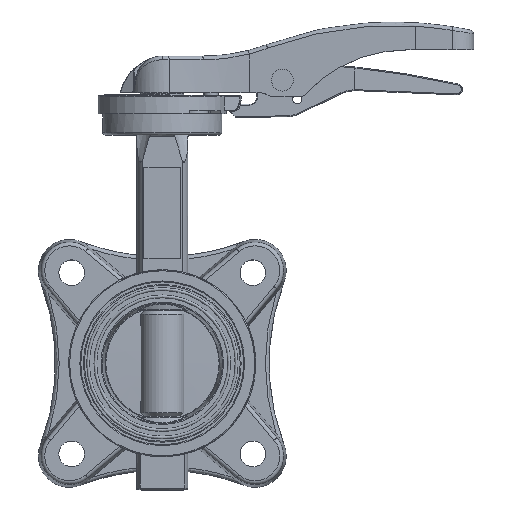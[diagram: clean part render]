
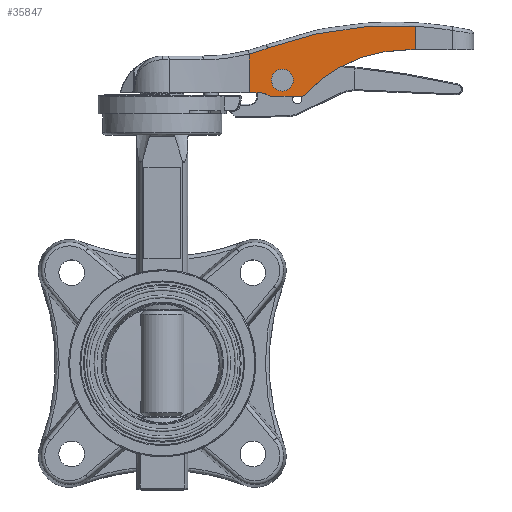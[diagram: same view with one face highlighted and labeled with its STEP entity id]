
A CAD part, top view. The second image highlights one B-rep face of the part: STEP entity #35847.
In plain terms, the highlighted planar face has unit normal (0, 0, 1).
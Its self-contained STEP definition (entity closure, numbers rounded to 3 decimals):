
#6057 = CARTESIAN_POINT ( 'NONE',  ( 59.5, 154.4, 11.75 ) ) ;
#6106 = VERTEX_POINT ( 'NONE', #6057 ) ;
#35739 = VERTEX_POINT ( 'NONE', #36575 ) ;
#35786 = EDGE_CURVE ( 'NONE', #35914, #35880, #37257, .T. ) ;
#35790 = ORIENTED_EDGE ( 'NONE', *, *, #35925, .T. ) ;
#35791 = VERTEX_POINT ( 'NONE', #37327 ) ;
#35792 = ORIENTED_EDGE ( 'NONE', *, *, #35935, .F. ) ;
#35802 = EDGE_CURVE ( 'NONE', #35913, #35876, #37291, .T. ) ;
#35807 = ORIENTED_EDGE ( 'NONE', *, *, #35786, .F. ) ;
#35827 = VERTEX_POINT ( 'NONE', #37389 ) ;
#35844 = ORIENTED_EDGE ( 'NONE', *, *, #35875, .F. ) ;
#35847 = ADVANCED_FACE ( 'NONE', ( #37476, #37554 ), #37626, .F. ) ;
#35853 = ORIENTED_EDGE ( 'NONE', *, *, #35955, .T. ) ;
#35860 = VERTEX_POINT ( 'NONE', #37463 ) ;
#35864 = ORIENTED_EDGE ( 'NONE', *, *, #35891, .T. ) ;
#35868 = ORIENTED_EDGE ( 'NONE', *, *, #35887, .F. ) ;
#35872 = ORIENTED_EDGE ( 'NONE', *, *, #35977, .F. ) ;
#35875 = EDGE_CURVE ( 'NONE', #35926, #35915, #37604, .T. ) ;
#35876 = VERTEX_POINT ( 'NONE', #37605 ) ;
#35877 = EDGE_CURVE ( 'NONE', #35879, #35876, #37594, .T. ) ;
#35879 = VERTEX_POINT ( 'NONE', #37820 ) ;
#35880 = VERTEX_POINT ( 'NONE', #37736 ) ;
#35887 = EDGE_CURVE ( 'NONE', #35915, #35948, #37884, .T. ) ;
#35889 = EDGE_LOOP ( 'NONE', ( #35892 ) ) ;
#35891 = EDGE_CURVE ( 'NONE', #35860, #35880, #37727, .T. ) ;
#35892 = ORIENTED_EDGE ( 'NONE', *, *, #35984, .T. ) ;
#35895 = EDGE_LOOP ( 'NONE', ( #35807, #35949, #35792, #35868, #35844, #35790, #35853, #35917, #35916, #35901, #35872, #35864 ) ) ;
#35900 = EDGE_CURVE ( 'NONE', #35739, #35913, #38006, .T. ) ;
#35901 = ORIENTED_EDGE ( 'NONE', *, *, #35900, .F. ) ;
#35913 = VERTEX_POINT ( 'NONE', #37794 ) ;
#35914 = VERTEX_POINT ( 'NONE', #37730 ) ;
#35915 = VERTEX_POINT ( 'NONE', #37754 ) ;
#35916 = ORIENTED_EDGE ( 'NONE', *, *, #35802, .F. ) ;
#35917 = ORIENTED_EDGE ( 'NONE', *, *, #35877, .T. ) ;
#35925 = EDGE_CURVE ( 'NONE', #35926, #35791, #37170, .T. ) ;
#35926 = VERTEX_POINT ( 'NONE', #37932 ) ;
#35935 = EDGE_CURVE ( 'NONE', #35948, #35827, #38215, .T. ) ;
#35937 = EDGE_CURVE ( 'NONE', #35914, #35827, #38230, .T. ) ;
#35948 = VERTEX_POINT ( 'NONE', #38145 ) ;
#35949 = ORIENTED_EDGE ( 'NONE', *, *, #35937, .T. ) ;
#35955 = EDGE_CURVE ( 'NONE', #35791, #35879, #38138, .T. ) ;
#35977 = EDGE_CURVE ( 'NONE', #35860, #35739, #38218, .T. ) ;
#35984 = EDGE_CURVE ( 'NONE', #6106, #6106, #38196, .T. ) ;
#36575 = CARTESIAN_POINT ( 'NONE',  ( 57.856, 146.16, 11.75 ) ) ;
#37170 = CIRCLE ( 'NONE', #37589, 198. ) ;
#37257 = LINE ( 'NONE', #37408, #37290 ) ;
#37290 = VECTOR ( 'NONE', #37425, 1000. ) ;
#37291 = LINE ( 'NONE', #37310, #37307 ) ;
#37307 = VECTOR ( 'NONE', #37428, 1000. ) ;
#37310 = CARTESIAN_POINT ( 'NONE',  ( 47.444, 147.5, 11.75 ) ) ;
#37327 = CARTESIAN_POINT ( 'NONE',  ( 57.36, 171.825, 11.75 ) ) ;
#37389 = CARTESIAN_POINT ( 'NONE',  ( 77.877, 146.477, 11.75 ) ) ;
#37408 = CARTESIAN_POINT ( 'NONE',  ( 47.444, 145.5, 11.75 ) ) ;
#37425 = DIRECTION ( 'NONE',  ( -1., 0., 0. ) ) ;
#37428 = DIRECTION ( 'NONE',  ( -1., 0., 0. ) ) ;
#37461 = DIRECTION ( 'NONE',  ( 0., 0., -1. ) ) ;
#37462 = CARTESIAN_POINT ( 'NONE',  ( 47.444, 232.9, 11.75 ) ) ;
#37463 = CARTESIAN_POINT ( 'NONE',  ( 58.304, 145.902, 11.75 ) ) ;
#37471 = DIRECTION ( 'NONE',  ( -1., 0., 0. ) ) ;
#37472 = DIRECTION ( 'NONE',  ( 0., 0., 1. ) ) ;
#37476 = FACE_OUTER_BOUND ( 'NONE', #35895, .T. ) ;
#37521 = DIRECTION ( 'NONE',  ( -1., 0., 0. ) ) ;
#37552 = AXIS2_PLACEMENT_3D ( 'NONE', #37462, #37461, #37521 ) ;
#37554 = FACE_BOUND ( 'NONE', #35889, .T. ) ;
#37589 = AXIS2_PLACEMENT_3D ( 'NONE', #37595, #37472, #37471 ) ;
#37590 = DIRECTION ( 'NONE',  ( 0., -1., 0. ) ) ;
#37592 = VECTOR ( 'NONE', #37590, 1000. ) ;
#37593 = CARTESIAN_POINT ( 'NONE',  ( 47.444, 232.9, 11.75 ) ) ;
#37594 = LINE ( 'NONE', #37593, #37592 ) ;
#37595 = CARTESIAN_POINT ( 'NONE',  ( 126., -13.897, 11.75 ) ) ;
#37600 = DIRECTION ( 'NONE',  ( 0., -1., 0. ) ) ;
#37602 = VECTOR ( 'NONE', #37600, 1000. ) ;
#37603 = CARTESIAN_POINT ( 'NONE',  ( 138., 232.9, 11.75 ) ) ;
#37604 = LINE ( 'NONE', #37603, #37602 ) ;
#37605 = CARTESIAN_POINT ( 'NONE',  ( 47.444, 147.5, 11.75 ) ) ;
#37626 = PLANE ( 'NONE',  #37552 ) ;
#37727 = CIRCLE ( 'NONE', #37859, 3. ) ;
#37730 = CARTESIAN_POINT ( 'NONE',  ( 75.661, 145.5, 11.75 ) ) ;
#37736 = CARTESIAN_POINT ( 'NONE',  ( 59.804, 145.5, 11.75 ) ) ;
#37754 = CARTESIAN_POINT ( 'NONE',  ( 138., 170.9, 11.75 ) ) ;
#37794 = CARTESIAN_POINT ( 'NONE',  ( 52.856, 147.5, 11.75 ) ) ;
#37820 = CARTESIAN_POINT ( 'NONE',  ( 47.444, 168.724, 11.75 ) ) ;
#37852 = DIRECTION ( 'NONE',  ( -1., 0., 0. ) ) ;
#37855 = DIRECTION ( 'NONE',  ( 0., 0., 1. ) ) ;
#37856 = CARTESIAN_POINT ( 'NONE',  ( 59.804, 148.5, 11.75 ) ) ;
#37859 = AXIS2_PLACEMENT_3D ( 'NONE', #37856, #37855, #37852 ) ;
#37880 = DIRECTION ( 'NONE',  ( -1., 0., 0. ) ) ;
#37881 = VECTOR ( 'NONE', #37880, 1000. ) ;
#37882 = CARTESIAN_POINT ( 'NONE',  ( 47.444, 170.9, 11.75 ) ) ;
#37884 = LINE ( 'NONE', #37882, #37881 ) ;
#37932 = CARTESIAN_POINT ( 'NONE',  ( 138., 183.74, 11.75 ) ) ;
#37999 = DIRECTION ( 'NONE',  ( -1., 0., 0. ) ) ;
#38001 = DIRECTION ( 'NONE',  ( 0., 0., 1. ) ) ;
#38003 = CARTESIAN_POINT ( 'NONE',  ( 52.856, 137.5, 11.75 ) ) ;
#38005 = AXIS2_PLACEMENT_3D ( 'NONE', #38003, #38001, #37999 ) ;
#38006 = CIRCLE ( 'NONE', #38005, 10. ) ;
#38081 = AXIS2_PLACEMENT_3D ( 'NONE', #38154, #38106, #38274 ) ;
#38082 = DIRECTION ( 'NONE',  ( 0., 0., 1. ) ) ;
#38106 = DIRECTION ( 'NONE',  ( 0., 0., 1. ) ) ;
#38114 = DIRECTION ( 'NONE',  ( -1., 0., 0. ) ) ;
#38133 = CARTESIAN_POINT ( 'NONE',  ( 133.257, 95.9, 11.75 ) ) ;
#38138 = CIRCLE ( 'NONE', #38153, 102. ) ;
#38145 = CARTESIAN_POINT ( 'NONE',  ( 133.257, 170.9, 11.75 ) ) ;
#38151 = DIRECTION ( 'NONE',  ( 0., 0., -1. ) ) ;
#38153 = AXIS2_PLACEMENT_3D ( 'NONE', #38231, #38151, #38295 ) ;
#38154 = CARTESIAN_POINT ( 'NONE',  ( 75.661, 148.5, 11.75 ) ) ;
#38196 = CIRCLE ( 'NONE', #38299, 6. ) ;
#38199 = AXIS2_PLACEMENT_3D ( 'NONE', #38133, #38082, #38290 ) ;
#38215 = CIRCLE ( 'NONE', #38199, 75. ) ;
#38218 = LINE ( 'NONE', #38279, #38275 ) ;
#38230 = CIRCLE ( 'NONE', #38081, 3. ) ;
#38231 = CARTESIAN_POINT ( 'NONE',  ( 22., 267.5, 11.75 ) ) ;
#38274 = DIRECTION ( 'NONE',  ( -1., 0., 0. ) ) ;
#38275 = VECTOR ( 'NONE', #38287, 1000. ) ;
#38279 = CARTESIAN_POINT ( 'NONE',  ( 12.488, 172.354, 11.75 ) ) ;
#38287 = DIRECTION ( 'NONE',  ( -0.866, 0.5, 0. ) ) ;
#38290 = DIRECTION ( 'NONE',  ( -1., 0., 0. ) ) ;
#38295 = DIRECTION ( 'NONE',  ( -1., 0., 0. ) ) ;
#38299 = AXIS2_PLACEMENT_3D ( 'NONE', #38310, #38315, #38114 ) ;
#38310 = CARTESIAN_POINT ( 'NONE',  ( 65.5, 154.4, 11.75 ) ) ;
#38315 = DIRECTION ( 'NONE',  ( 0., 0., -1. ) ) ;
